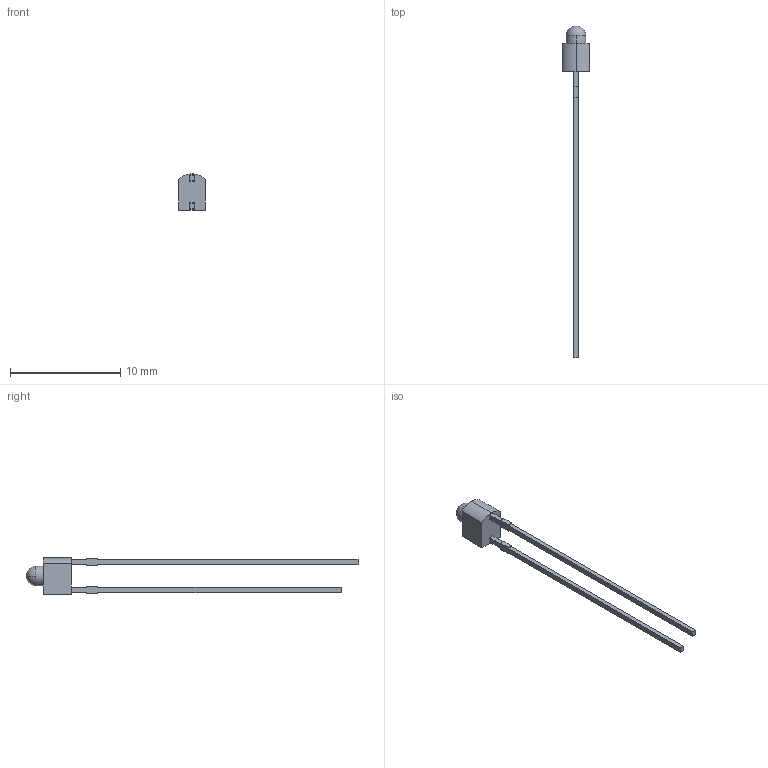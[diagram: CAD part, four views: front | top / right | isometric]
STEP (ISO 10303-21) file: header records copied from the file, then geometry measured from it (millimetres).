
FILE_DESCRIPTION (( 'STEP AP214' ), '1' );
FILE_NAME ('WP4060.STEP', '2009-02-04T16:50:18', ( '' ), ( '' ), 'SwSTEP 2.0', 'SolidWorks 2008', '' );
FILE_SCHEMA (( 'AUTOMOTIVE_DESIGN' ));
Length unit declared in the file: millimetre
Products named in the file (1): WP4060
Bounding box: 2.4 x 30.1 x 3.3 mm (x, y, z)
Volume: 32.7 mm3; surface area: 140.5 mm2
Topology: 1 solids, 1 shells, 320 faces, 864 edges, 575 vertices
Faces by surface type: plane 198, bspline 116, cylinder 4, sphere 2
Entity records: 18945 total; most frequent: CARTESIAN_POINT 8146, ORIENTED_EDGE 1724, DIRECTION 1052, EDGE_CURVE 862, VECTOR 618, LINE 618, VERTEX_POINT 575, EDGE_LOOP 351
